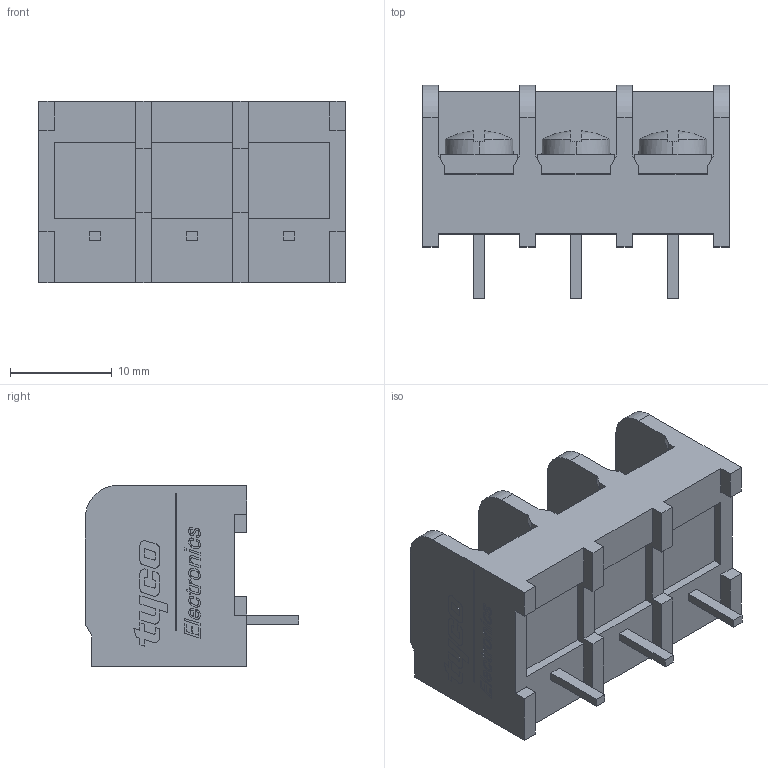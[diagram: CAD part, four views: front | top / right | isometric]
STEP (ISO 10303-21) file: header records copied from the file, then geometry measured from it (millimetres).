
FILE_DESCRIPTION(('STEP AP214'),'1');
FILE_NAME('5-1437652-4.stp','2020-05-28T09:08:58',('TraceParts'),('TraceParts S.A.'),'Spatial InterOp 3D',' ',' ');
FILE_SCHEMA(('AUTOMOTIVE_DESIGN { 1 0 10303 214 1 1 1 1 }'));
Length unit declared in the file: millimetre
Products named in the file (1): 5-1437652-4
Bounding box: 30.12 x 20.95 x 17.78 mm (x, y, z)
Volume: 5069.9 mm3; surface area: 3981.3 mm2
Topology: 1 solids, 1 shells, 498 faces, 1386 edges, 922 vertices
Faces by surface type: plane 327, extrusion 117, cylinder 48, sphere 6
Entity records: 16649 total; most frequent: CARTESIAN_POINT 4193, ORIENTED_EDGE 2772, DIRECTION 2147, EDGE_CURVE 1386, VECTOR 1155, LINE 1038, VERTEX_POINT 922, EDGE_LOOP 530
